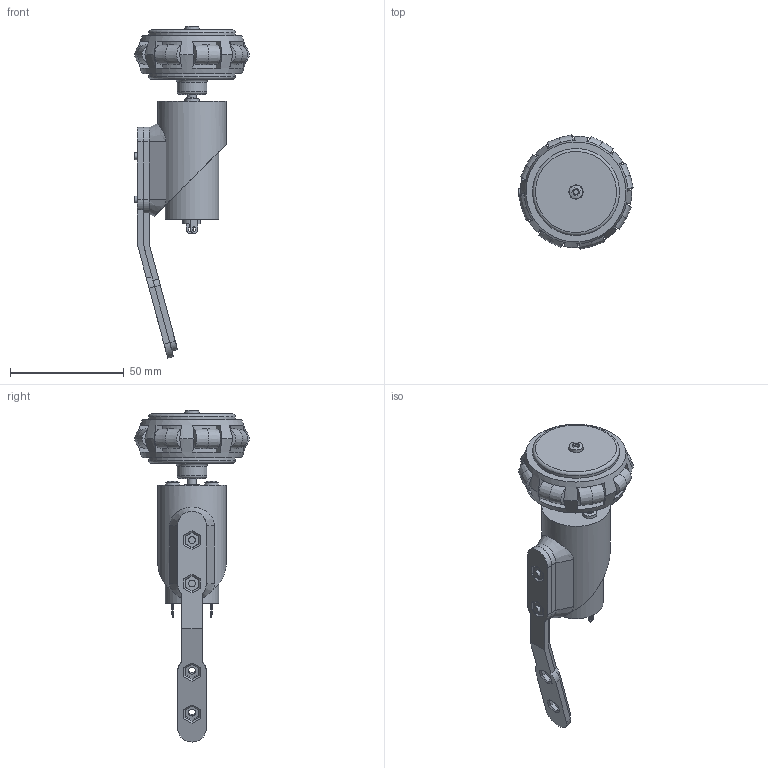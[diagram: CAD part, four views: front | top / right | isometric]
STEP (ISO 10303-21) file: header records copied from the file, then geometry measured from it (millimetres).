
FILE_DESCRIPTION(/* description */ (''),/* implementation_level */ '2;1');
FILE_NAME(/* name */ 'Full Motor Arm (1 inch) with Kornylak Wheel.iam.stp',/* time_stamp */ '2014-03-02T16:00:45-05:00',/* author */ ('Spooner'),/* organization */ (''),/* preprocessor_version */ 'ST-DEVELOPER v15.2',/* originating_system */ 'Autodesk Inventor 2014',/* authorisation */ '');
FILE_SCHEMA (('AUTOMOTIVE_DESIGN { 1 0 10303 214 3 1 1 }'));
Length unit declared in the file: inch
Products named in the file (17): Motor Mount Arm (1 inch); Motor Mount; Motor Body; Motor Shaft; Motor; JIS B 1111 - M3x10(1); JIS B 1181 - B M3; JIS B 1111 - M3x5(1); Kornylak- Half Wheel; Kornylak- Roller; Kornylak Wheel; Kornylak Wheel Hub - Motor Side; Kornylak Wheel Hub - Out Side; JIS B 1111 - M3x20(1); Kornylak Wheel with Hub; JIS B 1177 Flat Point - M4 x 5; Full Motor Arm (1 inch) with Kornylak Wheel
Bounding box: 50.16 x 50.16 x 145.67 mm (x, y, z)
Volume: 68170 mm3; surface area: 40640.8 mm2
Topology: 25 solids, 25 shells, 665 faces, 1640 edges, 1055 vertices
Faces by surface type: plane 406, cylinder 158, cone 87, torus 9, bspline 5
Full cylindrical faces by diameter (mm): 1.27 x16, 1.981 x1, 2.459 x3, 2.464 x4, 2.5 x5, 3 x5, 3.035 x3, 3.048 x6, 3.15 x2, 3.683 x1, 3.81 x1, 3.861 x1, 4 x1, 4.699 x2, 4.724 x2, 5.893 x2, 6.807 x1, 6.858 x1, 9.474 x2, 9.779 x2, 13.106 x1, 19.304 x2, 23.724 x1, 24.587 x1, 25.019 x1, 27.051 x2, 30.099 x1, 38.1 x2
Entity records: 13397 total; most frequent: CARTESIAN_POINT 2729, DIRECTION 2178, ORIENTED_EDGE 2010, EDGE_CURVE 1005, AXIS2_PLACEMENT_3D 789, VERTEX_POINT 690, LINE 600, VECTOR 600
